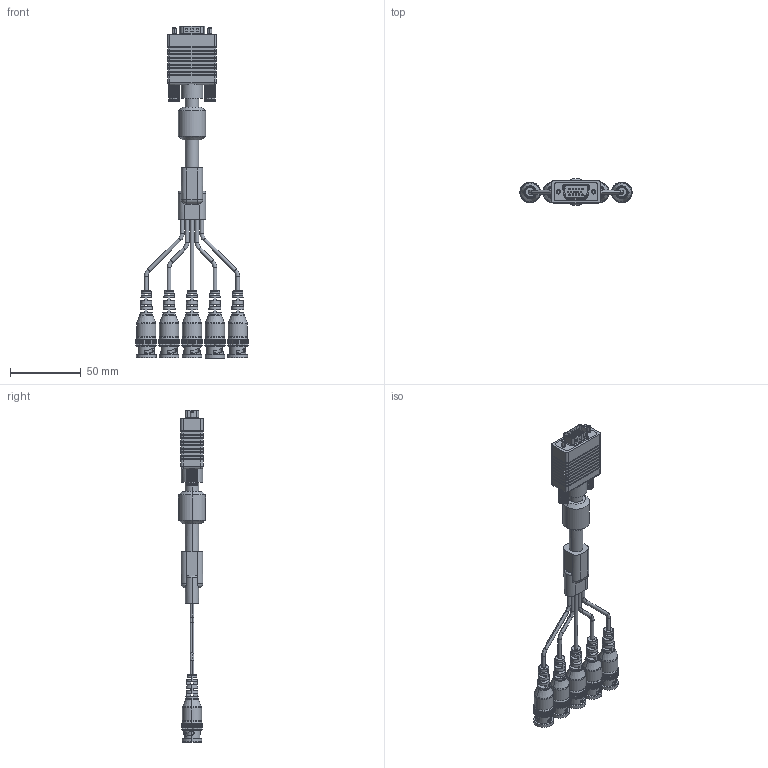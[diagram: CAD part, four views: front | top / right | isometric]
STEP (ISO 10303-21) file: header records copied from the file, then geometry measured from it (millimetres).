
FILE_DESCRIPTION (( 'STEP AP214' ), '1' );
FILE_NAME ('CTL5CAT-6F.STEP', '2006-08-24T19:42:31', ( 'L-COM' ), ( 'L-COM' ), 'SwSTEP 2.0', 'SolidWorks 2006052', '' );
FILE_SCHEMA (( 'AUTOMOTIVE_DESIGN' ));
Length unit declared in the file: inch
Products named in the file (13): CTL5CAT-3B-MA3_with ferrite bead; MTN-056_horizontal boot; MTN-041; 3AB01-056; 3AA07-008; BAC836B-87_with flange; CTL5CAT-3B-MA1; SDH15P_Supplier Connector; MTN-056; CTL5CAT-3B-MA1_vertical boot; CTL5CAT-6F; CTL5CAT-3B-MA1_horizontal boot; MTN-056_vertical boot
Assembly tree (17 placements, depth 3):
  CTL5CAT-6F
    CTL5CAT-3B-MA1  x3
      MTN-056
      BAC836B-87_with flange
    CTL5CAT-3B-MA3_with ferrite bead
    CTL5CAT-3B-MA1_horizontal boot
      MTN-056_horizontal boot
      BAC836B-87_with flange
    3AB01-056
      3AA07-008  x2
      SDH15P_Supplier Connector
      MTN-041
    CTL5CAT-3B-MA1_vertical boot
      MTN-056_vertical boot
      BAC836B-87_with flange
Bounding box: 78.99 x 19.05 x 233.91 mm (x, y, z)
Volume: 56858.8 mm3; surface area: 37562.4 mm2
Topology: 15 solids, 15 shells, 2662 faces, 7581 edges, 4967 vertices
Faces by surface type: plane 1494, cylinder 910, torus 122, bspline 64, sphere 44, cone 28
Entity records: 46128 total; most frequent: CARTESIAN_POINT 12047, DIRECTION 6052, ORIENTED_EDGE 6014, EDGE_CURVE 3007, AXIS2_PLACEMENT_3D 2138, VERTEX_POINT 1955, VECTOR 1776, LINE 1776
